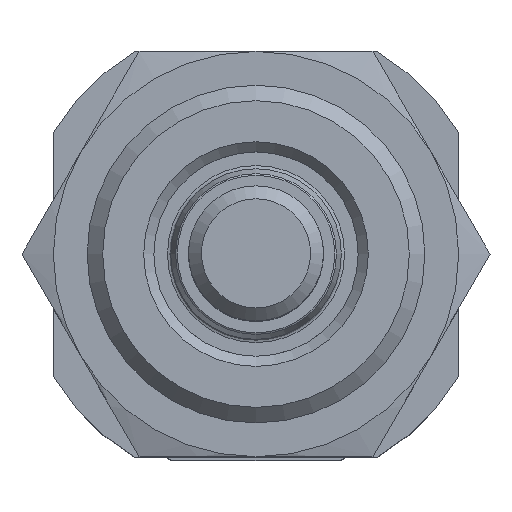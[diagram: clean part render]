
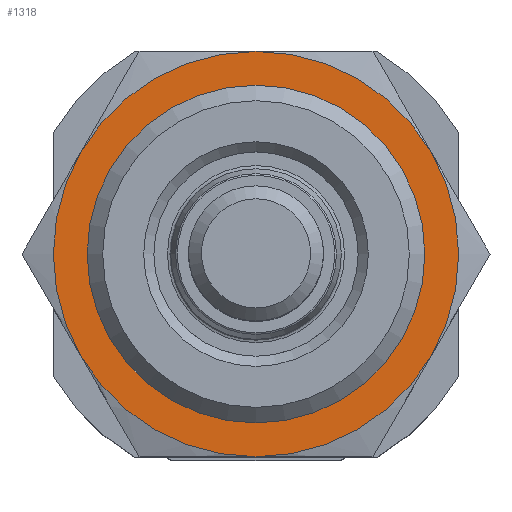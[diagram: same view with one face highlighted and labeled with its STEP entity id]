
A CAD part, top view. The second image highlights one B-rep face of the part: STEP entity #1318.
In plain terms, the highlighted planar face has unit normal (0, 0, 1).
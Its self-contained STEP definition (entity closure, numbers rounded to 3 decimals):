
#194=PLANE('',#1521);
#466=ORIENTED_EDGE('',*,*,#674,.T.);
#467=ORIENTED_EDGE('',*,*,#675,.F.);
#468=ORIENTED_EDGE('',*,*,#676,.F.);
#469=ORIENTED_EDGE('',*,*,#677,.F.);
#470=ORIENTED_EDGE('',*,*,#678,.F.);
#471=ORIENTED_EDGE('',*,*,#679,.F.);
#472=ORIENTED_EDGE('',*,*,#680,.F.);
#674=EDGE_CURVE('',#813,#813,#907,.T.);
#675=EDGE_CURVE('',#814,#815,#908,.F.);
#676=EDGE_CURVE('',#816,#814,#909,.F.);
#677=EDGE_CURVE('',#817,#816,#910,.T.);
#678=EDGE_CURVE('',#818,#817,#911,.F.);
#679=EDGE_CURVE('',#819,#818,#912,.F.);
#680=EDGE_CURVE('',#815,#819,#913,.F.);
#813=VERTEX_POINT('',#2306);
#814=VERTEX_POINT('',#2308);
#815=VERTEX_POINT('',#2309);
#816=VERTEX_POINT('',#2311);
#817=VERTEX_POINT('',#2313);
#818=VERTEX_POINT('',#2315);
#819=VERTEX_POINT('',#2317);
#907=CIRCLE('',#1522,10.);
#908=CIRCLE('',#1523,12.);
#909=CIRCLE('',#1524,12.);
#910=CIRCLE('',#1525,12.);
#911=CIRCLE('',#1526,12.);
#912=CIRCLE('',#1527,12.);
#913=CIRCLE('',#1528,12.);
#1043=EDGE_LOOP('',(#466));
#1044=EDGE_LOOP('',(#467,#468,#469,#470,#471,#472));
#1192=FACE_BOUND('',#1043,.T.);
#1193=FACE_BOUND('',#1044,.T.);
#1318=ADVANCED_FACE('',(#1192,#1193),#194,.T.);
#1521=AXIS2_PLACEMENT_3D('',#2304,#1889,#1890);
#1522=AXIS2_PLACEMENT_3D('',#2305,#1891,#1892);
#1523=AXIS2_PLACEMENT_3D('',#2307,#1893,#1894);
#1524=AXIS2_PLACEMENT_3D('',#2310,#1895,#1896);
#1525=AXIS2_PLACEMENT_3D('',#2312,#1897,#1898);
#1526=AXIS2_PLACEMENT_3D('',#2314,#1899,#1900);
#1527=AXIS2_PLACEMENT_3D('',#2316,#1901,#1902);
#1528=AXIS2_PLACEMENT_3D('',#2318,#1903,#1904);
#1889=DIRECTION('',(0.,0.,1.));
#1890=DIRECTION('',(1.,0.,0.));
#1891=DIRECTION('',(0.,0.,-1.));
#1892=DIRECTION('',(-1.,0.,0.));
#1893=DIRECTION('',(0.,0.,1.));
#1894=DIRECTION('',(1.,0.,0.));
#1895=DIRECTION('',(0.,0.,1.));
#1896=DIRECTION('',(1.,0.,0.));
#1897=DIRECTION('',(0.,0.,-1.));
#1898=DIRECTION('',(-1.,0.,0.));
#1899=DIRECTION('',(0.,0.,1.));
#1900=DIRECTION('',(1.,0.,0.));
#1901=DIRECTION('',(0.,0.,1.));
#1902=DIRECTION('',(1.,0.,0.));
#1903=DIRECTION('',(0.,0.,1.));
#1904=DIRECTION('',(1.,0.,0.));
#2304=CARTESIAN_POINT('',(0.,0.,7.));
#2305=CARTESIAN_POINT('',(0.,0.,7.));
#2306=CARTESIAN_POINT('',(-10.,0.,7.));
#2307=CARTESIAN_POINT('',(0.,0.,7.));
#2308=CARTESIAN_POINT('',(10.392,-6.,7.));
#2309=CARTESIAN_POINT('',(0.,-12.,7.));
#2310=CARTESIAN_POINT('',(0.,0.,7.));
#2311=CARTESIAN_POINT('',(10.392,6.,7.));
#2312=CARTESIAN_POINT('',(0.,0.,7.));
#2313=CARTESIAN_POINT('',(0.,12.,7.));
#2314=CARTESIAN_POINT('',(0.,0.,7.));
#2315=CARTESIAN_POINT('',(-10.392,6.,7.));
#2316=CARTESIAN_POINT('',(0.,0.,7.));
#2317=CARTESIAN_POINT('',(-10.392,-6.,7.));
#2318=CARTESIAN_POINT('',(0.,0.,7.));
